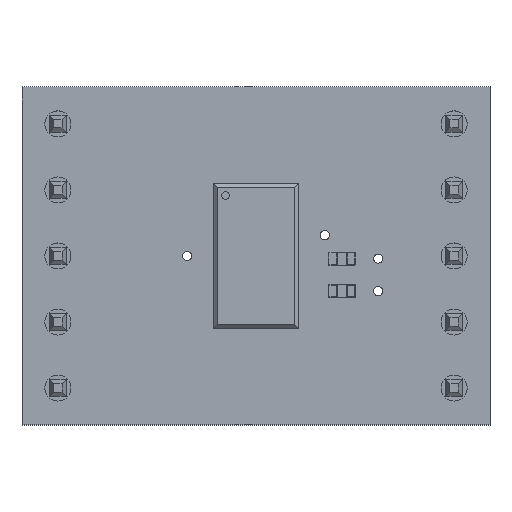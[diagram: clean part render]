
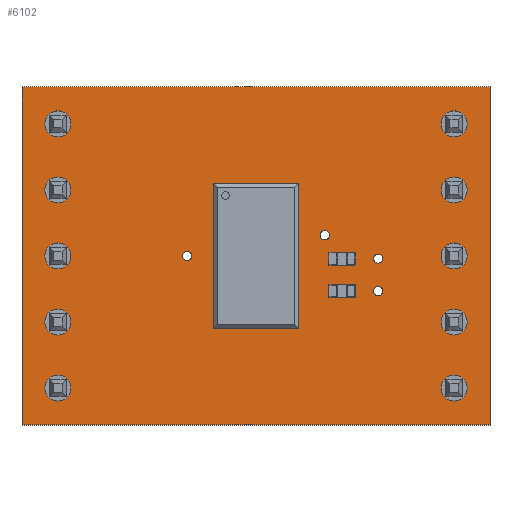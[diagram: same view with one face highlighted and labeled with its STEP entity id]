
A CAD part, top view. The second image highlights one B-rep face of the part: STEP entity #6102.
In plain terms, the highlighted planar face has unit normal (0, 0, 1).
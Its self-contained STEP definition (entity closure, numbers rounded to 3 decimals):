
#67=FACE_BOUND('',#802,.T.);
#68=FACE_BOUND('',#803,.T.);
#69=FACE_BOUND('',#804,.T.);
#70=FACE_BOUND('',#805,.T.);
#71=FACE_BOUND('',#806,.T.);
#72=FACE_BOUND('',#807,.T.);
#73=FACE_BOUND('',#808,.T.);
#74=FACE_BOUND('',#809,.T.);
#75=FACE_BOUND('',#810,.T.);
#76=FACE_BOUND('',#811,.T.);
#77=FACE_BOUND('',#812,.T.);
#78=FACE_BOUND('',#813,.T.);
#79=FACE_BOUND('',#814,.T.);
#80=FACE_BOUND('',#815,.T.);
#112=PLANE('',#6554);
#429=FACE_OUTER_BOUND('',#801,.T.);
#801=EDGE_LOOP('',(#4159,#4160,#4161,#4162));
#802=EDGE_LOOP('',(#4163));
#803=EDGE_LOOP('',(#4164));
#804=EDGE_LOOP('',(#4165));
#805=EDGE_LOOP('',(#4166));
#806=EDGE_LOOP('',(#4167));
#807=EDGE_LOOP('',(#4168));
#808=EDGE_LOOP('',(#4169));
#809=EDGE_LOOP('',(#4170));
#810=EDGE_LOOP('',(#4171));
#811=EDGE_LOOP('',(#4172));
#812=EDGE_LOOP('',(#4173));
#813=EDGE_LOOP('',(#4174));
#814=EDGE_LOOP('',(#4175));
#815=EDGE_LOOP('',(#4176));
#1212=LINE('',#8803,#1943);
#1215=LINE('',#8809,#1946);
#1218=LINE('',#8815,#1949);
#1221=LINE('',#8819,#1952);
#1943=VECTOR('',#7104,10.);
#1946=VECTOR('',#7109,10.);
#1949=VECTOR('',#7114,10.);
#1952=VECTOR('',#7119,10.);
#2659=CIRCLE('',#6510,0.5);
#2661=CIRCLE('',#6513,0.5);
#2663=CIRCLE('',#6516,0.5);
#2665=CIRCLE('',#6519,0.175);
#2667=CIRCLE('',#6522,0.5);
#2669=CIRCLE('',#6525,0.175);
#2671=CIRCLE('',#6528,0.175);
#2673=CIRCLE('',#6531,0.175);
#2675=CIRCLE('',#6534,0.5);
#2677=CIRCLE('',#6537,0.5);
#2679=CIRCLE('',#6540,0.5);
#2681=CIRCLE('',#6543,0.5);
#2683=CIRCLE('',#6546,0.5);
#2685=CIRCLE('',#6549,0.5);
#2765=VERTEX_POINT('',#8715);
#2767=VERTEX_POINT('',#8721);
#2769=VERTEX_POINT('',#8727);
#2771=VERTEX_POINT('',#8733);
#2773=VERTEX_POINT('',#8739);
#2775=VERTEX_POINT('',#8745);
#2777=VERTEX_POINT('',#8751);
#2779=VERTEX_POINT('',#8757);
#2781=VERTEX_POINT('',#8763);
#2783=VERTEX_POINT('',#8769);
#2785=VERTEX_POINT('',#8775);
#2787=VERTEX_POINT('',#8781);
#2789=VERTEX_POINT('',#8787);
#2791=VERTEX_POINT('',#8793);
#2794=VERTEX_POINT('',#8800);
#2795=VERTEX_POINT('',#8802);
#2797=VERTEX_POINT('',#8808);
#2799=VERTEX_POINT('',#8814);
#3252=EDGE_CURVE('',#2765,#2765,#2659,.T.);
#3255=EDGE_CURVE('',#2767,#2767,#2661,.T.);
#3258=EDGE_CURVE('',#2769,#2769,#2663,.T.);
#3261=EDGE_CURVE('',#2771,#2771,#2665,.T.);
#3264=EDGE_CURVE('',#2773,#2773,#2667,.T.);
#3267=EDGE_CURVE('',#2775,#2775,#2669,.T.);
#3270=EDGE_CURVE('',#2777,#2777,#2671,.T.);
#3273=EDGE_CURVE('',#2779,#2779,#2673,.T.);
#3276=EDGE_CURVE('',#2781,#2781,#2675,.T.);
#3279=EDGE_CURVE('',#2783,#2783,#2677,.T.);
#3282=EDGE_CURVE('',#2785,#2785,#2679,.T.);
#3285=EDGE_CURVE('',#2787,#2787,#2681,.T.);
#3288=EDGE_CURVE('',#2789,#2789,#2683,.T.);
#3291=EDGE_CURVE('',#2791,#2791,#2685,.T.);
#3294=EDGE_CURVE('',#2795,#2794,#1212,.T.);
#3297=EDGE_CURVE('',#2797,#2795,#1215,.T.);
#3300=EDGE_CURVE('',#2799,#2797,#1218,.T.);
#3303=EDGE_CURVE('',#2794,#2799,#1221,.T.);
#4159=ORIENTED_EDGE('',*,*,#3303,.T.);
#4160=ORIENTED_EDGE('',*,*,#3300,.T.);
#4161=ORIENTED_EDGE('',*,*,#3297,.T.);
#4162=ORIENTED_EDGE('',*,*,#3294,.T.);
#4163=ORIENTED_EDGE('',*,*,#3252,.T.);
#4164=ORIENTED_EDGE('',*,*,#3255,.T.);
#4165=ORIENTED_EDGE('',*,*,#3258,.T.);
#4166=ORIENTED_EDGE('',*,*,#3261,.T.);
#4167=ORIENTED_EDGE('',*,*,#3264,.T.);
#4168=ORIENTED_EDGE('',*,*,#3267,.T.);
#4169=ORIENTED_EDGE('',*,*,#3270,.T.);
#4170=ORIENTED_EDGE('',*,*,#3273,.T.);
#4171=ORIENTED_EDGE('',*,*,#3276,.T.);
#4172=ORIENTED_EDGE('',*,*,#3279,.T.);
#4173=ORIENTED_EDGE('',*,*,#3282,.T.);
#4174=ORIENTED_EDGE('',*,*,#3285,.T.);
#4175=ORIENTED_EDGE('',*,*,#3288,.T.);
#4176=ORIENTED_EDGE('',*,*,#3291,.T.);
#6102=ADVANCED_FACE('',(#429,#67,#68,#69,#70,#71,#72,#73,#74,#75,#76,#77,
#78,#79,#80),#112,.T.);
#6510=AXIS2_PLACEMENT_3D('',#8717,#7007,#7008);
#6513=AXIS2_PLACEMENT_3D('',#8723,#7014,#7015);
#6516=AXIS2_PLACEMENT_3D('',#8729,#7021,#7022);
#6519=AXIS2_PLACEMENT_3D('',#8735,#7028,#7029);
#6522=AXIS2_PLACEMENT_3D('',#8741,#7035,#7036);
#6525=AXIS2_PLACEMENT_3D('',#8747,#7042,#7043);
#6528=AXIS2_PLACEMENT_3D('',#8753,#7049,#7050);
#6531=AXIS2_PLACEMENT_3D('',#8759,#7056,#7057);
#6534=AXIS2_PLACEMENT_3D('',#8765,#7063,#7064);
#6537=AXIS2_PLACEMENT_3D('',#8771,#7070,#7071);
#6540=AXIS2_PLACEMENT_3D('',#8777,#7077,#7078);
#6543=AXIS2_PLACEMENT_3D('',#8783,#7084,#7085);
#6546=AXIS2_PLACEMENT_3D('',#8789,#7091,#7092);
#6549=AXIS2_PLACEMENT_3D('',#8795,#7098,#7099);
#6554=AXIS2_PLACEMENT_3D('',#8820,#7120,#7121);
#7007=DIRECTION('center_axis',(0.,0.,-1.));
#7008=DIRECTION('ref_axis',(-1.,0.,0.));
#7014=DIRECTION('center_axis',(0.,0.,-1.));
#7015=DIRECTION('ref_axis',(-1.,0.,0.));
#7021=DIRECTION('center_axis',(0.,0.,-1.));
#7022=DIRECTION('ref_axis',(-1.,0.,0.));
#7028=DIRECTION('center_axis',(0.,0.,-1.));
#7029=DIRECTION('ref_axis',(1.,0.,0.));
#7035=DIRECTION('center_axis',(0.,0.,-1.));
#7036=DIRECTION('ref_axis',(-1.,0.,0.));
#7042=DIRECTION('center_axis',(0.,0.,-1.));
#7043=DIRECTION('ref_axis',(1.,0.,0.));
#7049=DIRECTION('center_axis',(0.,0.,-1.));
#7050=DIRECTION('ref_axis',(1.,0.,0.));
#7056=DIRECTION('center_axis',(0.,0.,-1.));
#7057=DIRECTION('ref_axis',(1.,0.,0.));
#7063=DIRECTION('center_axis',(0.,0.,-1.));
#7064=DIRECTION('ref_axis',(-1.,0.,0.));
#7070=DIRECTION('center_axis',(0.,0.,-1.));
#7071=DIRECTION('ref_axis',(-1.,0.,0.));
#7077=DIRECTION('center_axis',(0.,0.,-1.));
#7078=DIRECTION('ref_axis',(-1.,0.,0.));
#7084=DIRECTION('center_axis',(0.,0.,-1.));
#7085=DIRECTION('ref_axis',(-1.,0.,0.));
#7091=DIRECTION('center_axis',(0.,0.,-1.));
#7092=DIRECTION('ref_axis',(-1.,0.,0.));
#7098=DIRECTION('center_axis',(0.,0.,-1.));
#7099=DIRECTION('ref_axis',(-1.,0.,0.));
#7104=DIRECTION('',(-1.,0.,0.));
#7109=DIRECTION('',(0.,1.,0.));
#7114=DIRECTION('',(1.,0.,0.));
#7119=DIRECTION('',(0.,-1.,0.));
#7120=DIRECTION('center_axis',(0.,0.,1.));
#7121=DIRECTION('ref_axis',(1.,0.,0.));
#8715=CARTESIAN_POINT('',(8.12,-2.54,1.671));
#8717=CARTESIAN_POINT('Origin',(7.62,-2.54,1.671));
#8721=CARTESIAN_POINT('',(8.12,2.54,1.671));
#8723=CARTESIAN_POINT('Origin',(7.62,2.54,1.671));
#8727=CARTESIAN_POINT('',(-7.12,-5.08,1.671));
#8729=CARTESIAN_POINT('Origin',(-7.62,-5.08,1.671));
#8733=CARTESIAN_POINT('',(-2.825,0.,1.671));
#8735=CARTESIAN_POINT('Origin',(-2.65,0.,1.671));
#8739=CARTESIAN_POINT('',(-7.12,2.54,1.671));
#8741=CARTESIAN_POINT('Origin',(-7.62,2.54,1.671));
#8745=CARTESIAN_POINT('',(4.525,-1.35,1.671));
#8747=CARTESIAN_POINT('Origin',(4.7,-1.35,1.671));
#8751=CARTESIAN_POINT('',(2.475,0.8,1.671));
#8753=CARTESIAN_POINT('Origin',(2.65,0.8,1.671));
#8757=CARTESIAN_POINT('',(4.525,-0.1,1.671));
#8759=CARTESIAN_POINT('Origin',(4.7,-0.1,1.671));
#8763=CARTESIAN_POINT('',(-7.12,5.08,1.671));
#8765=CARTESIAN_POINT('Origin',(-7.62,5.08,1.671));
#8769=CARTESIAN_POINT('',(-7.12,0.,1.671));
#8771=CARTESIAN_POINT('Origin',(-7.62,0.,1.671));
#8775=CARTESIAN_POINT('',(-7.12,-2.54,1.671));
#8777=CARTESIAN_POINT('Origin',(-7.62,-2.54,1.671));
#8781=CARTESIAN_POINT('',(8.12,5.08,1.671));
#8783=CARTESIAN_POINT('Origin',(7.62,5.08,1.671));
#8787=CARTESIAN_POINT('',(8.12,0.,1.671));
#8789=CARTESIAN_POINT('Origin',(7.62,0.,1.671));
#8793=CARTESIAN_POINT('',(8.12,-5.08,1.671));
#8795=CARTESIAN_POINT('Origin',(7.62,-5.08,1.671));
#8800=CARTESIAN_POINT('',(-9.,6.5,1.671));
#8802=CARTESIAN_POINT('',(9.,6.5,1.671));
#8803=CARTESIAN_POINT('',(9.,6.5,1.671));
#8808=CARTESIAN_POINT('',(9.,-6.5,1.671));
#8809=CARTESIAN_POINT('',(9.,-6.5,1.671));
#8814=CARTESIAN_POINT('',(-9.,-6.5,1.671));
#8815=CARTESIAN_POINT('',(-9.,-6.5,1.671));
#8819=CARTESIAN_POINT('',(-9.,6.5,1.671));
#8820=CARTESIAN_POINT('Origin',(0.,0.,1.671));
